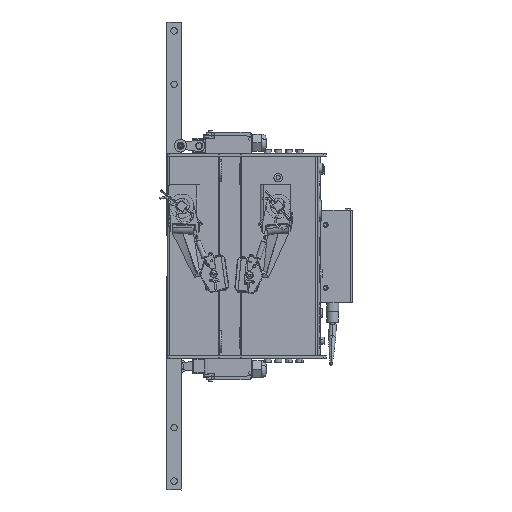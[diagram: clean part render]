
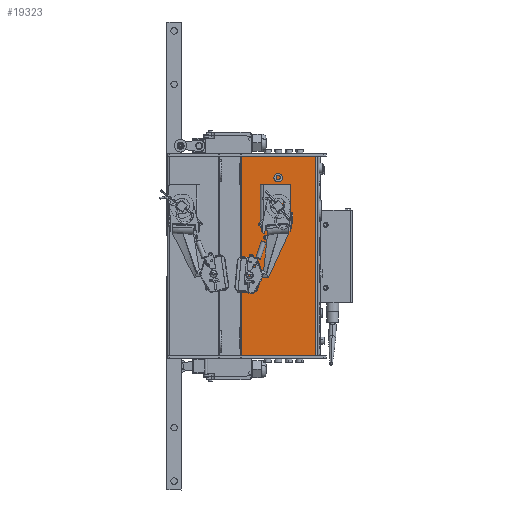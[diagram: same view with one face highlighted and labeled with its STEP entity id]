
A CAD part, front view. The second image highlights one B-rep face of the part: STEP entity #19323.
In plain terms, the highlighted planar face has unit normal (0, -1, 0).
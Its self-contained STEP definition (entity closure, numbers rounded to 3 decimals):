
#1924 = VECTOR ( 'NONE', #61625, 1000. ) ;
#3066 = EDGE_LOOP ( 'NONE', ( #62504, #43470, #64397, #29115 ) ) ;
#4313 = DIRECTION ( 'NONE',  ( 1., 0., 0. ) ) ;
#5920 = VERTEX_POINT ( 'NONE', #13708 ) ;
#11599 = VECTOR ( 'NONE', #48045, 1000. ) ;
#12631 = LINE ( 'NONE', #39888, #24816 ) ;
#13708 = CARTESIAN_POINT ( 'NONE',  ( -48.034, -160., 4. ) ) ;
#14751 = DIRECTION ( 'NONE',  ( 0., 1., 0. ) ) ;
#15258 = VECTOR ( 'NONE', #71387, 1000. ) ;
#19092 = LINE ( 'NONE', #41958, #15258 ) ;
#19323 = ADVANCED_FACE ( 'NONE', ( #32546 ), #68608, .F. ) ;
#19444 = VERTEX_POINT ( 'NONE', #59234 ) ;
#20579 = LINE ( 'NONE', #27497, #1924 ) ;
#21673 = DIRECTION ( 'NONE',  ( 1., 0., 0. ) ) ;
#24816 = VECTOR ( 'NONE', #21673, 1000. ) ;
#25267 = EDGE_CURVE ( 'NONE', #5920, #69695, #36471, .T. ) ;
#27497 = CARTESIAN_POINT ( 'NONE',  ( -48.034, -160., 284. ) ) ;
#28415 = CARTESIAN_POINT ( 'NONE',  ( -152.034, -160., 4. ) ) ;
#29115 = ORIENTED_EDGE ( 'NONE', *, *, #56939, .T. ) ;
#32546 = FACE_OUTER_BOUND ( 'NONE', #3066, .T. ) ;
#33314 = CARTESIAN_POINT ( 'NONE',  ( -48.034, -160., -260.804 ) ) ;
#36471 = LINE ( 'NONE', #64371, #11599 ) ;
#39732 = EDGE_CURVE ( 'NONE', #66684, #19444, #19092, .T. ) ;
#39888 = CARTESIAN_POINT ( 'NONE',  ( -48.034, -160., 4. ) ) ;
#41958 = CARTESIAN_POINT ( 'NONE',  ( -152.034, -160., -260.804 ) ) ;
#43470 = ORIENTED_EDGE ( 'NONE', *, *, #62636, .T. ) ;
#48045 = DIRECTION ( 'NONE',  ( 0., 0., 1. ) ) ;
#56939 = EDGE_CURVE ( 'NONE', #69695, #19444, #20579, .T. ) ;
#59234 = CARTESIAN_POINT ( 'NONE',  ( -152.034, -160., 284. ) ) ;
#61625 = DIRECTION ( 'NONE',  ( -1., 0., 0. ) ) ;
#62504 = ORIENTED_EDGE ( 'NONE', *, *, #39732, .F. ) ;
#62636 = EDGE_CURVE ( 'NONE', #66684, #5920, #12631, .T. ) ;
#64371 = CARTESIAN_POINT ( 'NONE',  ( -48.034, -160., -260.804 ) ) ;
#64397 = ORIENTED_EDGE ( 'NONE', *, *, #25267, .T. ) ;
#66684 = VERTEX_POINT ( 'NONE', #28415 ) ;
#68608 = PLANE ( 'NONE',  #72252 ) ;
#69695 = VERTEX_POINT ( 'NONE', #70119 ) ;
#70119 = CARTESIAN_POINT ( 'NONE',  ( -48.034, -160., 284. ) ) ;
#71387 = DIRECTION ( 'NONE',  ( 0., 0., 1. ) ) ;
#72252 = AXIS2_PLACEMENT_3D ( 'NONE', #33314, #14751, #4313 ) ;
